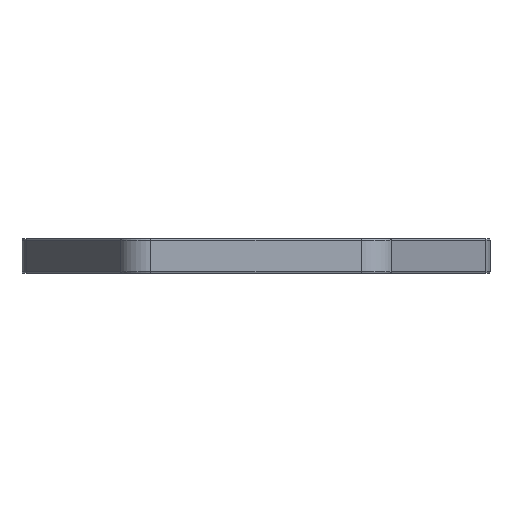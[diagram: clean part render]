
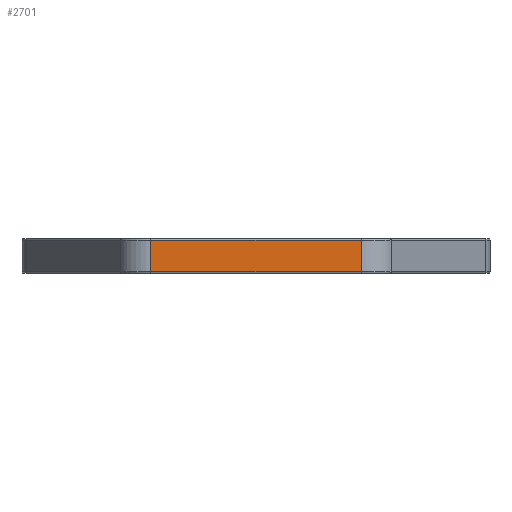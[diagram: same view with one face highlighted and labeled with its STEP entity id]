
A CAD part, front view. The second image highlights one B-rep face of the part: STEP entity #2701.
In plain terms, the highlighted planar face has unit normal (0, -1, 0).
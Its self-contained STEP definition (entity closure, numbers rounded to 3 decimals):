
#44 = DIRECTION ( 'NONE',  ( 0., 0., 1. ) ) ;
#207 = AXIS2_PLACEMENT_3D ( 'NONE', #3350, #1895, #1877 ) ;
#390 = VERTEX_POINT ( 'NONE', #1193 ) ;
#433 = DIRECTION ( 'NONE',  ( -1., 0., 0. ) ) ;
#494 = VERTEX_POINT ( 'NONE', #3829 ) ;
#629 = LINE ( 'NONE', #2704, #3890 ) ;
#709 = CARTESIAN_POINT ( 'NONE',  ( 11., 0., 2.9 ) ) ;
#738 = LINE ( 'NONE', #3478, #3304 ) ;
#748 = DIRECTION ( 'NONE',  ( 0., 0., -1. ) ) ;
#988 = LINE ( 'NONE', #3456, #1797 ) ;
#1012 = CARTESIAN_POINT ( 'NONE',  ( -9.21, 0., 0.1 ) ) ;
#1193 = CARTESIAN_POINT ( 'NONE',  ( 9.21, 0., 0.1 ) ) ;
#1336 = CARTESIAN_POINT ( 'NONE',  ( -9.21, 0., 2.9 ) ) ;
#1484 = EDGE_LOOP ( 'NONE', ( #3728, #3061, #3452, #3497 ) ) ;
#1692 = EDGE_CURVE ( 'NONE', #1700, #390, #738, .T. ) ;
#1700 = VERTEX_POINT ( 'NONE', #1012 ) ;
#1786 = VECTOR ( 'NONE', #433, 1000. ) ;
#1797 = VECTOR ( 'NONE', #748, 1000. ) ;
#1877 = DIRECTION ( 'NONE',  ( 0., 0., 1. ) ) ;
#1895 = DIRECTION ( 'NONE',  ( 0., 1., 0. ) ) ;
#1954 = DIRECTION ( 'NONE',  ( 1., 0., 0. ) ) ;
#2316 = EDGE_CURVE ( 'NONE', #390, #494, #629, .T. ) ;
#2388 = FACE_OUTER_BOUND ( 'NONE', #1484, .T. ) ;
#2460 = EDGE_CURVE ( 'NONE', #3791, #1700, #988, .T. ) ;
#2501 = LINE ( 'NONE', #709, #1786 ) ;
#2701 = ADVANCED_FACE ( 'NONE', ( #2388 ), #3609, .F. ) ;
#2704 = CARTESIAN_POINT ( 'NONE',  ( 9.21, 0., 3. ) ) ;
#2811 = EDGE_CURVE ( 'NONE', #494, #3791, #2501, .T. ) ;
#3061 = ORIENTED_EDGE ( 'NONE', *, *, #1692, .T. ) ;
#3304 = VECTOR ( 'NONE', #1954, 1000. ) ;
#3350 = CARTESIAN_POINT ( 'NONE',  ( 11., 0., 3. ) ) ;
#3452 = ORIENTED_EDGE ( 'NONE', *, *, #2316, .T. ) ;
#3456 = CARTESIAN_POINT ( 'NONE',  ( -9.21, 0., 3. ) ) ;
#3478 = CARTESIAN_POINT ( 'NONE',  ( 9.21, 0., 0.1 ) ) ;
#3497 = ORIENTED_EDGE ( 'NONE', *, *, #2811, .T. ) ;
#3609 = PLANE ( 'NONE',  #207 ) ;
#3728 = ORIENTED_EDGE ( 'NONE', *, *, #2460, .T. ) ;
#3791 = VERTEX_POINT ( 'NONE', #1336 ) ;
#3829 = CARTESIAN_POINT ( 'NONE',  ( 9.21, 0., 2.9 ) ) ;
#3890 = VECTOR ( 'NONE', #44, 1000. ) ;
